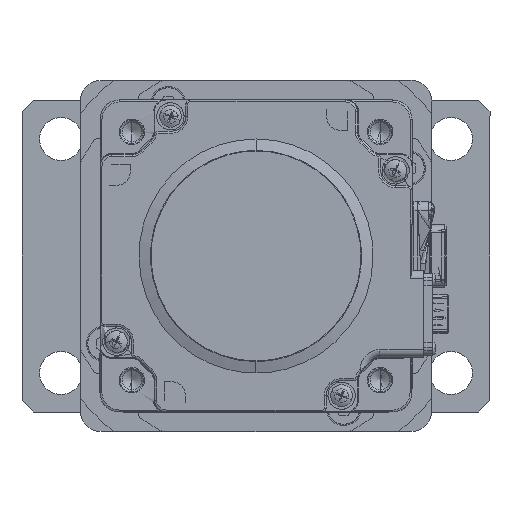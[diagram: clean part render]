
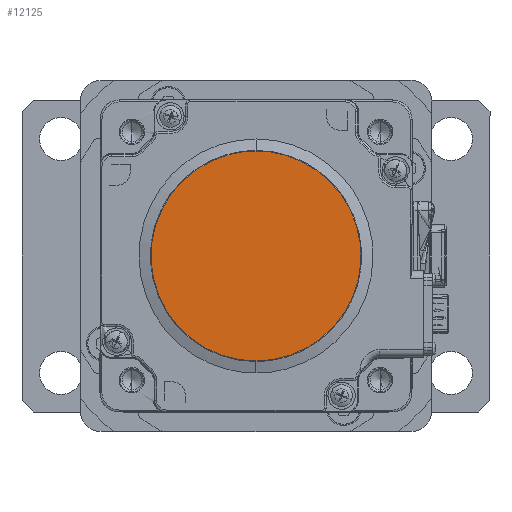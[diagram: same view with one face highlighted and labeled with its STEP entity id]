
A CAD part, front view. The second image highlights one B-rep face of the part: STEP entity #12125.
In plain terms, the highlighted face is planar.
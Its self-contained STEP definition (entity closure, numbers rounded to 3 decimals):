
#274 = CARTESIAN_POINT ( 'NONE',  ( 151.838, -20.28, -17.789 ) ) ;
#590 = CARTESIAN_POINT ( 'NONE',  ( 151.838, -21.403, -16.42 ) ) ;
#901 = CARTESIAN_POINT ( 'NONE',  ( 151.838, 13.49, -23.361 ) ) ;
#1215 = CARTESIAN_POINT ( 'NONE',  ( 151.838, 11.929, -24.196 ) ) ;
#1225 = CARTESIAN_POINT ( 'NONE',  ( 151.838, 16.425, 21.4 ) ) ;
#1464 = VERTEX_POINT ( 'NONE', #61575 ) ;
#2130 = CARTESIAN_POINT ( 'NONE',  ( 151.838, 25.546, 8.668 ) ) ;
#3137 = CARTESIAN_POINT ( 'NONE',  ( 151.838, -21.4, 16.425 ) ) ;
#3456 = CARTESIAN_POINT ( 'NONE',  ( 151.838, -26.747, 3.518 ) ) ;
#4702 = CARTESIAN_POINT ( 'NONE',  ( 151.838, 26.919, -1.762 ) ) ;
#5988 = CARTESIAN_POINT ( 'NONE',  ( 151.838, 20.28, -17.789 ) ) ;
#5997 = CARTESIAN_POINT ( 'NONE',  ( 151.838, 20.285, 17.784 ) ) ;
#6203 = CARTESIAN_POINT ( 'NONE',  ( 151.838, 26.919, 0. ) ) ;
#8362 = EDGE_CURVE ( 'NONE', #1464, #11536, #23982, .T. ) ;
#9781 = CARTESIAN_POINT ( 'NONE',  ( 151.838, 26.745, -3.524 ) ) ;
#10731 = CARTESIAN_POINT ( 'NONE',  ( 151.838, -26.745, -3.524 ) ) ;
#10739 = CARTESIAN_POINT ( 'NONE',  ( 151.838, 1.768, 26.919 ) ) ;
#11036 = CARTESIAN_POINT ( 'NONE',  ( 151.838, 21.403, -16.42 ) ) ;
#11046 = CARTESIAN_POINT ( 'NONE',  ( 151.838, 8.668, 25.546 ) ) ;
#11536 = VERTEX_POINT ( 'NONE', #6203 ) ;
#11955 = CARTESIAN_POINT ( 'NONE',  ( 151.838, -1.768, 26.919 ) ) ;
#12044 = CARTESIAN_POINT ( 'NONE',  ( 151.838, -26.919, 0. ) ) ;
#12125 = ADVANCED_FACE ( 'NONE', ( #22832 ), #32311, .F. ) ;
#13326 = CARTESIAN_POINT ( 'NONE',  ( 151.838, 0., 0. ) ) ;
#14517 = CARTESIAN_POINT ( 'NONE',  ( 151.838, 17.789, -20.28 ) ) ;
#15459 = CARTESIAN_POINT ( 'NONE',  ( 151.838, 25.544, -8.674 ) ) ;
#15502 = EDGE_CURVE ( 'NONE', #1464, #11536, #37286, .T. ) ;
#15771 = CARTESIAN_POINT ( 'NONE',  ( 151.838, -6.98, -26.058 ) ) ;
#16392 = CARTESIAN_POINT ( 'NONE',  ( 151.838, 17.784, 20.285 ) ) ;
#17401 = CARTESIAN_POINT ( 'NONE',  ( 151.838, -25.546, 8.668 ) ) ;
#19285 = CARTESIAN_POINT ( 'NONE',  ( 151.838, -17.789, -20.28 ) ) ;
#19911 = CARTESIAN_POINT ( 'NONE',  ( 151.838, -16.42, -21.403 ) ) ;
#20227 = CARTESIAN_POINT ( 'NONE',  ( 151.838, -13.49, -23.361 ) ) ;
#20490 = ORIENTED_EDGE ( 'NONE', *, *, #8362, .T. ) ;
#20542 = CARTESIAN_POINT ( 'NONE',  ( 151.838, 3.518, 26.747 ) ) ;
#21461 = CARTESIAN_POINT ( 'NONE',  ( 151.838, 26.919, 1.767 ) ) ;
#21785 = CARTESIAN_POINT ( 'NONE',  ( 151.838, 21.4, 16.425 ) ) ;
#22832 = FACE_OUTER_BOUND ( 'NONE', #60474, .T. ) ;
#23982 = B_SPLINE_CURVE_WITH_KNOTS ( 'NONE', 3,
 ( #12044, #31649, #3456, #60771, #17401, #36709, #46548, #3137, #32272, #27564, #46857, #42105, #55279, #25336, #26254, #30960, #11955, #10739, #20542, #45538, #11046, #34783, #40482, #1225, #16392, #5997, #21785, #49671, #40183, #2130, #54665, #35704, #21461, #45840 ),
 .UNSPECIFIED., .F., .F.,
 ( 4, 2, 2, 2, 2, 2, 2, 2, 2, 2, 2, 2, 2, 2, 2, 2, 4 ),
 ( 0., 0.063, 0.125, 0.188, 0.25, 0.313, 0.375, 0.438, 0.5, 0.563, 0.625, 0.688, 0.75, 0.813, 0.875, 0.938, 1. ),
 .UNSPECIFIED. ) ;
#24698 = CARTESIAN_POINT ( 'NONE',  ( 151.838, -23.361, -13.49 ) ) ;
#25010 = CARTESIAN_POINT ( 'NONE',  ( 151.838, -26.919, -1.762 ) ) ;
#25323 = CARTESIAN_POINT ( 'NONE',  ( 151.838, 26.058, -6.98 ) ) ;
#25336 = CARTESIAN_POINT ( 'NONE',  ( 151.838, -8.668, 25.546 ) ) ;
#26254 = CARTESIAN_POINT ( 'NONE',  ( 151.838, -6.986, 26.057 ) ) ;
#27564 = CARTESIAN_POINT ( 'NONE',  ( 151.838, -17.784, 20.285 ) ) ;
#29435 = CARTESIAN_POINT ( 'NONE',  ( 151.838, -24.196, -11.929 ) ) ;
#29737 = CARTESIAN_POINT ( 'NONE',  ( 151.838, 16.42, -21.403 ) ) ;
#30049 = CARTESIAN_POINT ( 'NONE',  ( 151.838, -8.674, -25.544 ) ) ;
#30960 = CARTESIAN_POINT ( 'NONE',  ( 151.838, -3.518, 26.746 ) ) ;
#31397 = AXIS2_PLACEMENT_3D ( 'NONE', #13326, #42154, #61450 ) ;
#31649 = CARTESIAN_POINT ( 'NONE',  ( 151.838, -26.919, 1.768 ) ) ;
#32272 = CARTESIAN_POINT ( 'NONE',  ( 151.838, -20.285, 17.784 ) ) ;
#32311 = PLANE ( 'NONE',  #31397 ) ;
#34783 = CARTESIAN_POINT ( 'NONE',  ( 151.838, 11.935, 24.193 ) ) ;
#35090 = CARTESIAN_POINT ( 'NONE',  ( 151.838, -26.058, -6.98 ) ) ;
#35704 = CARTESIAN_POINT ( 'NONE',  ( 151.838, 26.746, 3.518 ) ) ;
#36709 = CARTESIAN_POINT ( 'NONE',  ( 151.838, -24.193, 11.935 ) ) ;
#37286 = B_SPLINE_CURVE_WITH_KNOTS ( 'NONE', 3,
 ( #43994, #25010, #10731, #35090, #43680, #29435, #24698, #590, #274, #19285, #19911, #20227, #43363, #30049, #15771, #57900, #38938, #49345, #39560, #58547, #44301, #1215, #901, #29737, #14517, #5988, #11036, #49042, #58857, #15459, #25323, #9781, #4702, #44618 ),
 .UNSPECIFIED., .F., .F.,
 ( 4, 2, 2, 2, 2, 2, 2, 2, 2, 2, 2, 2, 2, 2, 2, 2, 4 ),
 ( 0., 0.062, 0.125, 0.187, 0.25, 0.312, 0.375, 0.437, 0.5, 0.562, 0.625, 0.687, 0.75, 0.812, 0.875, 0.938, 1. ),
 .UNSPECIFIED. ) ;
#38938 = CARTESIAN_POINT ( 'NONE',  ( 151.838, -1.762, -26.919 ) ) ;
#39560 = CARTESIAN_POINT ( 'NONE',  ( 151.838, 3.524, -26.745 ) ) ;
#40183 = CARTESIAN_POINT ( 'NONE',  ( 151.838, 24.193, 11.935 ) ) ;
#40482 = CARTESIAN_POINT ( 'NONE',  ( 151.838, 13.485, 23.364 ) ) ;
#42105 = CARTESIAN_POINT ( 'NONE',  ( 151.838, -13.485, 23.364 ) ) ;
#42154 = DIRECTION ( 'NONE',  ( 1., 0., 0. ) ) ;
#43363 = CARTESIAN_POINT ( 'NONE',  ( 151.838, -11.929, -24.196 ) ) ;
#43680 = CARTESIAN_POINT ( 'NONE',  ( 151.838, -25.544, -8.674 ) ) ;
#43994 = CARTESIAN_POINT ( 'NONE',  ( 151.838, -26.919, 0. ) ) ;
#44301 = CARTESIAN_POINT ( 'NONE',  ( 151.838, 8.674, -25.544 ) ) ;
#44618 = CARTESIAN_POINT ( 'NONE',  ( 151.838, 26.919, 0. ) ) ;
#45538 = CARTESIAN_POINT ( 'NONE',  ( 151.838, 6.986, 26.057 ) ) ;
#45840 = CARTESIAN_POINT ( 'NONE',  ( 151.838, 26.919, 0. ) ) ;
#46548 = CARTESIAN_POINT ( 'NONE',  ( 151.838, -23.364, 13.485 ) ) ;
#46857 = CARTESIAN_POINT ( 'NONE',  ( 151.838, -16.425, 21.4 ) ) ;
#49042 = CARTESIAN_POINT ( 'NONE',  ( 151.838, 23.361, -13.49 ) ) ;
#49345 = CARTESIAN_POINT ( 'NONE',  ( 151.838, 1.762, -26.919 ) ) ;
#49671 = CARTESIAN_POINT ( 'NONE',  ( 151.838, 23.364, 13.485 ) ) ;
#54521 = ORIENTED_EDGE ( 'NONE', *, *, #15502, .F. ) ;
#54665 = CARTESIAN_POINT ( 'NONE',  ( 151.838, 26.057, 6.985 ) ) ;
#55279 = CARTESIAN_POINT ( 'NONE',  ( 151.838, -11.935, 24.193 ) ) ;
#57900 = CARTESIAN_POINT ( 'NONE',  ( 151.838, -3.524, -26.745 ) ) ;
#58547 = CARTESIAN_POINT ( 'NONE',  ( 151.838, 6.98, -26.058 ) ) ;
#58857 = CARTESIAN_POINT ( 'NONE',  ( 151.838, 24.196, -11.929 ) ) ;
#60474 = EDGE_LOOP ( 'NONE', ( #20490, #54521 ) ) ;
#60771 = CARTESIAN_POINT ( 'NONE',  ( 151.838, -26.057, 6.986 ) ) ;
#61450 = DIRECTION ( 'NONE',  ( 0., 1., 0. ) ) ;
#61575 = CARTESIAN_POINT ( 'NONE',  ( 151.838, -26.919, 0. ) ) ;
